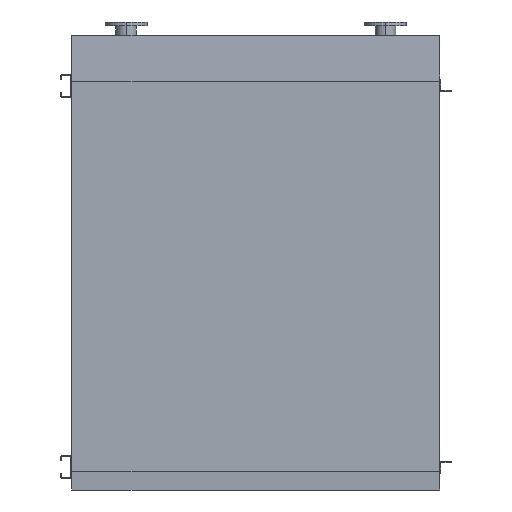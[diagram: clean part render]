
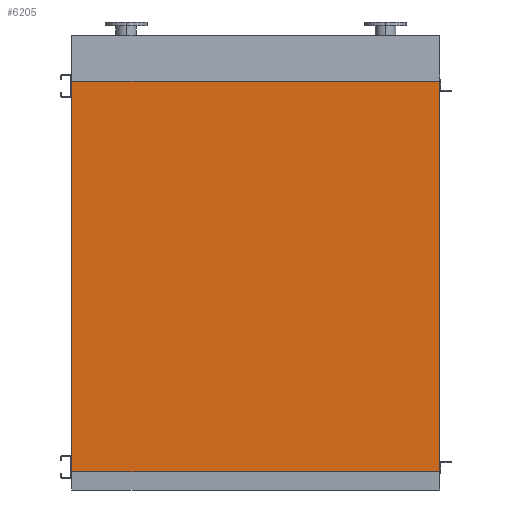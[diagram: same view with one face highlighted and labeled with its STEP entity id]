
A CAD part, front view. The second image highlights one B-rep face of the part: STEP entity #6205.
In plain terms, the highlighted planar face has unit normal (0, -1, 0).
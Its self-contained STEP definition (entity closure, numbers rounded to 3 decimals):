
#326 = CARTESIAN_POINT ( 'NONE',  ( 965., 0., -2050. ) ) ;
#360 = LINE ( 'NONE', #5858, #4535 ) ;
#440 = DIRECTION ( 'NONE',  ( 1., 0., 0. ) ) ;
#796 = VECTOR ( 'NONE', #5523, 1000. ) ;
#1009 = EDGE_CURVE ( 'NONE', #5131, #9340, #4762, .T. ) ;
#1118 = AXIS2_PLACEMENT_3D ( 'NONE', #4960, #6538, #5156 ) ;
#1551 = CARTESIAN_POINT ( 'NONE',  ( -965., 0., 0. ) ) ;
#1601 = CARTESIAN_POINT ( 'NONE',  ( -965., 0., -2050. ) ) ;
#1859 = PLANE ( 'NONE',  #1118 ) ;
#2273 = LINE ( 'NONE', #5369, #796 ) ;
#2474 = DIRECTION ( 'NONE',  ( 1., 0., 0. ) ) ;
#3703 = ORIENTED_EDGE ( 'NONE', *, *, #9231, .T. ) ;
#4291 = FACE_OUTER_BOUND ( 'NONE', #6259, .T. ) ;
#4535 = VECTOR ( 'NONE', #5138, 1000. ) ;
#4762 = LINE ( 'NONE', #1551, #5268 ) ;
#4960 = CARTESIAN_POINT ( 'NONE',  ( -965., 0., -2050. ) ) ;
#4972 = LINE ( 'NONE', #8227, #9196 ) ;
#5131 = VERTEX_POINT ( 'NONE', #8159 ) ;
#5138 = DIRECTION ( 'NONE',  ( 0., 0., 1. ) ) ;
#5140 = ORIENTED_EDGE ( 'NONE', *, *, #7910, .F. ) ;
#5156 = DIRECTION ( 'NONE',  ( 0., 0., -1. ) ) ;
#5268 = VECTOR ( 'NONE', #2474, 1000. ) ;
#5369 = CARTESIAN_POINT ( 'NONE',  ( -965., 0., -2050. ) ) ;
#5523 = DIRECTION ( 'NONE',  ( 0., 0., 1. ) ) ;
#5858 = CARTESIAN_POINT ( 'NONE',  ( 965., 0., -2050. ) ) ;
#6040 = ORIENTED_EDGE ( 'NONE', *, *, #1009, .F. ) ;
#6149 = VERTEX_POINT ( 'NONE', #326 ) ;
#6205 = ADVANCED_FACE ( 'NONE', ( #4291 ), #1859, .T. ) ;
#6259 = EDGE_LOOP ( 'NONE', ( #6040, #5140, #3703, #9830 ) ) ;
#6538 = DIRECTION ( 'NONE',  ( 0., -1., 0. ) ) ;
#6862 = VERTEX_POINT ( 'NONE', #1601 ) ;
#7555 = CARTESIAN_POINT ( 'NONE',  ( 965., 0., 0. ) ) ;
#7910 = EDGE_CURVE ( 'NONE', #6862, #5131, #2273, .T. ) ;
#8159 = CARTESIAN_POINT ( 'NONE',  ( -965., 0., 0. ) ) ;
#8227 = CARTESIAN_POINT ( 'NONE',  ( -965., 0., -2050. ) ) ;
#8556 = EDGE_CURVE ( 'NONE', #6149, #9340, #360, .T. ) ;
#9196 = VECTOR ( 'NONE', #440, 1000. ) ;
#9231 = EDGE_CURVE ( 'NONE', #6862, #6149, #4972, .T. ) ;
#9340 = VERTEX_POINT ( 'NONE', #7555 ) ;
#9830 = ORIENTED_EDGE ( 'NONE', *, *, #8556, .T. ) ;
